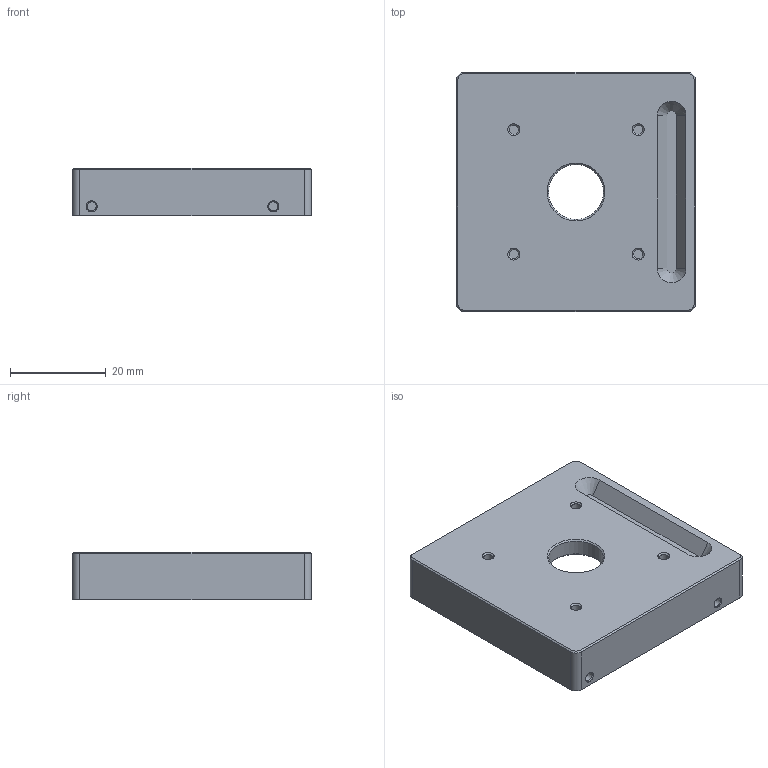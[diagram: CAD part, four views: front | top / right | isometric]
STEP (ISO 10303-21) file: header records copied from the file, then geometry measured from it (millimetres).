
FILE_DESCRIPTION(/* description */ (''),/* implementation_level */ '2;1');
FILE_NAME(/* name */ 'mount v169.step',/* time_stamp */ '2024-10-14T16:58:33+02:00',/* author */ (''),/* organization */ (''),/* preprocessor_version */ 'ST-DEVELOPER v20',/* originating_system */ 'Autodesk Translation Framework v13.20.0.188',/* authorisation */ '');
FILE_SCHEMA (('AUTOMOTIVE_DESIGN { 1 0 10303 214 3 1 1 }'));
Length unit declared in the file: millimetre
Products named in the file (2): mount; BasicMount
Assembly tree (1 placements, depth 2):
  mount
    BasicMount
Bounding box: 50 x 50 x 10 mm (x, y, z)
Volume: 19659.4 mm3; surface area: 8082.7 mm2
Topology: 1 solids, 1 shells, 66 faces, 126 edges, 76 vertices
Faces by surface type: plane 26, cone 21, cylinder 18, torus 1
Full cylindrical faces by diameter (mm): 1.9 x8, 4.1 x4, 11.5 x1, 28 x1
Entity records: 1716 total; most frequent: DIRECTION 325, CARTESIAN_POINT 271, ORIENTED_EDGE 252, AXIS2_PLACEMENT_3D 130, EDGE_CURVE 126, EDGE_LOOP 82, VERTEX_POINT 76, FACE_OUTER_BOUND 66
